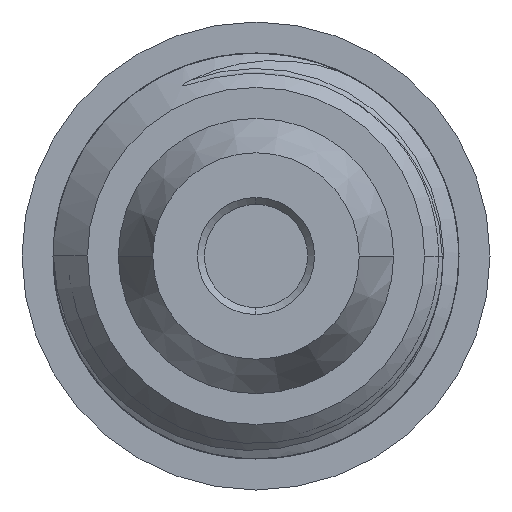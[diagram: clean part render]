
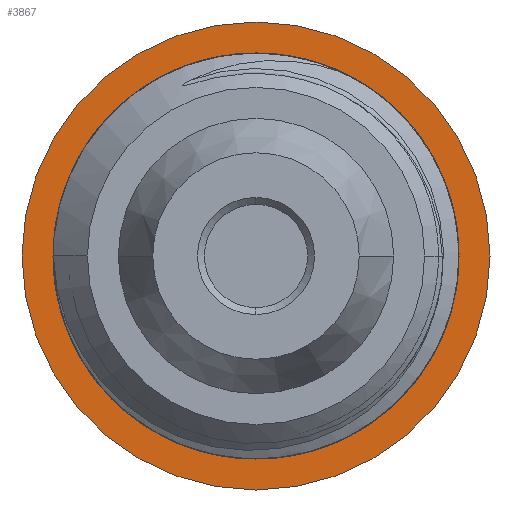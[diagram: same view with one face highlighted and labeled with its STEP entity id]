
A CAD part, left-side view. The second image highlights one B-rep face of the part: STEP entity #3867.
In plain terms, the highlighted planar face has unit normal (-1, 0, 0).
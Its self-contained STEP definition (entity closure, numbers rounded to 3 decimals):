
#70=CARTESIAN_POINT('',(-6.,0.,0.));
#71=DIRECTION('',(1.,0.,0.));
#72=DIRECTION('',(0.,1.,0.));
#73=AXIS2_PLACEMENT_3D('',#70,#71,#72);
#75=CARTESIAN_POINT('',(-6.,0.,0.));
#76=DIRECTION('',(-1.,0.,0.));
#77=DIRECTION('',(0.,1.,0.));
#78=AXIS2_PLACEMENT_3D('',#75,#76,#77);
#938=CARTESIAN_POINT('',(-6.,0.,0.));
#939=DIRECTION('',(-1.,0.,0.));
#940=DIRECTION('',(0.,1.,0.));
#941=AXIS2_PLACEMENT_3D('',#938,#939,#940);
#2185=CARTESIAN_POINT('',(-6.,0.,0.));
#2186=DIRECTION('',(1.,0.,0.));
#2187=DIRECTION('',(0.,1.,0.));
#2188=AXIS2_PLACEMENT_3D('',#2185,#2186,#2187);
#3608=CARTESIAN_POINT('',(-6.,3.4,0.));
#3610=VERTEX_POINT('',#3608);
#3616=CARTESIAN_POINT('',(-6.,-3.4,0.));
#3618=VERTEX_POINT('',#3616);
#3619=CARTESIAN_POINT('',(-6.,2.95,0.));
#3620=CARTESIAN_POINT('',(-6.,-2.95,0.));
#3621=VERTEX_POINT('',#3619);
#3622=VERTEX_POINT('',#3620);
#3852=CARTESIAN_POINT('',(-6.,0.,0.));
#3853=DIRECTION('',(1.,0.,0.));
#3854=DIRECTION('',(0.,-1.,0.));
#3855=AXIS2_PLACEMENT_3D('',#3852,#3853,#3854);
#3856=PLANE('',#3855);
#3857=ORIENTED_EDGE('',*,*,#3847,.T.);
#3858=ORIENTED_EDGE('',*,*,#3831,.F.);
#3859=EDGE_LOOP('',(#3857,#3858));
#3860=FACE_OUTER_BOUND('',#3859,.F.);
#3862=ORIENTED_EDGE('',*,*,#3861,.T.);
#3864=ORIENTED_EDGE('',*,*,#3863,.F.);
#3865=EDGE_LOOP('',(#3862,#3864));
#3866=FACE_BOUND('',#3865,.F.);
#74=CIRCLE('',#73,3.4);
#79=CIRCLE('',#78,3.4);
#942=CIRCLE('',#941,2.95);
#2189=CIRCLE('',#2188,2.95);
#3831=EDGE_CURVE('',#3610,#3618,#79,.T.);
#3847=EDGE_CURVE('',#3610,#3618,#74,.T.);
#3861=EDGE_CURVE('',#3621,#3622,#942,.T.);
#3863=EDGE_CURVE('',#3621,#3622,#2189,.T.);
#3867=ADVANCED_FACE('',(#3860,#3866),#3856,.F.);
